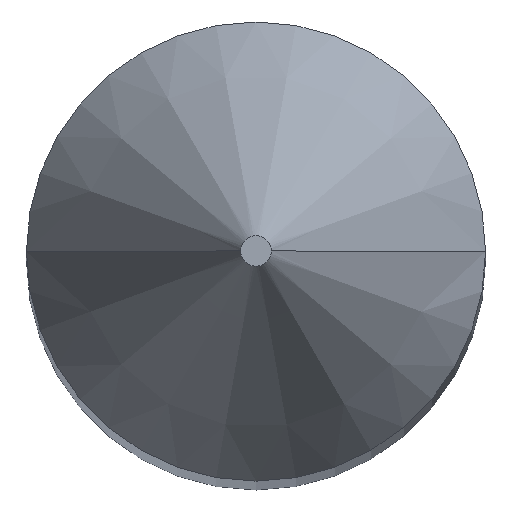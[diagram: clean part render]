
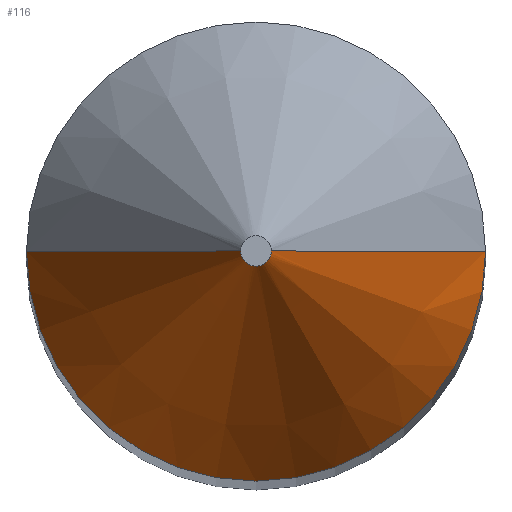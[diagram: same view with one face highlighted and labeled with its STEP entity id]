
A CAD part, top view. The second image highlights one B-rep face of the part: STEP entity #116.
In plain terms, the highlighted conical face has half-angle 30 degrees and reference radius 0.1 mm.
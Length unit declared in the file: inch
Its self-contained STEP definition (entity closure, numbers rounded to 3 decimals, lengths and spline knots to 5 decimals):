
#2 = DIRECTION ( 'NONE',  ( 0., 0., -1. ) ) ;
#5 = ORIENTED_EDGE ( 'NONE', *, *, #38, .F. ) ;
#11 = DIRECTION ( 'NONE',  ( -1., 0., 0. ) ) ;
#13 = DIRECTION ( 'NONE',  ( 0., 0., -1. ) ) ;
#22 = FACE_OUTER_BOUND ( 'NONE', #233, .T. ) ;
#26 = AXIS2_PLACEMENT_3D ( 'NONE', #36, #13, #11 ) ;
#32 = DIRECTION ( 'NONE',  ( -1., 0., 0. ) ) ;
#36 = CARTESIAN_POINT ( 'NONE',  ( 0., 0., 1.4006 ) ) ;
#38 = EDGE_CURVE ( 'NONE', #48, #54, #139, .T. ) ;
#44 = EDGE_CURVE ( 'NONE', #54, #201, #209, .T. ) ;
#47 = VECTOR ( 'NONE', #204, 39.37008 ) ;
#48 = VERTEX_POINT ( 'NONE', #237 ) ;
#49 = ORIENTED_EDGE ( 'NONE', *, *, #103, .T. ) ;
#53 = CARTESIAN_POINT ( 'NONE',  ( 0.05906, 0., 1.4006 ) ) ;
#54 = VERTEX_POINT ( 'NONE', #53 ) ;
#56 = DIRECTION ( 'NONE',  ( -0.5, 0., -0.866 ) ) ;
#57 = CARTESIAN_POINT ( 'NONE',  ( -0.00394, 0., 1.49606 ) ) ;
#62 = AXIS2_PLACEMENT_3D ( 'NONE', #158, #137, #32 ) ;
#81 = EDGE_CURVE ( 'NONE', #48, #99, #133, .T. ) ;
#97 = ORIENTED_EDGE ( 'NONE', *, *, #81, .T. ) ;
#99 = VERTEX_POINT ( 'NONE', #249 ) ;
#103 = EDGE_CURVE ( 'NONE', #99, #201, #145, .T. ) ;
#106 = CARTESIAN_POINT ( 'NONE',  ( 0.00394, 0., 1.49606 ) ) ;
#108 = AXIS2_PLACEMENT_3D ( 'NONE', #245, #2, #170 ) ;
#116 = ADVANCED_FACE ( 'NONE', ( #22 ), #215, .T. ) ;
#133 = CIRCLE ( 'NONE', #62, 0.00394 ) ;
#137 = DIRECTION ( 'NONE',  ( 0., 0., -1. ) ) ;
#139 = LINE ( 'NONE', #106, #47 ) ;
#140 = VECTOR ( 'NONE', #56, 39.37008 ) ;
#145 = LINE ( 'NONE', #57, #140 ) ;
#158 = CARTESIAN_POINT ( 'NONE',  ( 0., 0., 1.49606 ) ) ;
#166 = CARTESIAN_POINT ( 'NONE',  ( -0.05906, 0., 1.4006 ) ) ;
#170 = DIRECTION ( 'NONE',  ( 1., 0., 0. ) ) ;
#201 = VERTEX_POINT ( 'NONE', #166 ) ;
#204 = DIRECTION ( 'NONE',  ( 0.5, 0., -0.866 ) ) ;
#209 = CIRCLE ( 'NONE', #26, 0.05906 ) ;
#215 = CONICAL_SURFACE ( 'NONE', #108, 0.00394, 0.524 ) ;
#218 = ORIENTED_EDGE ( 'NONE', *, *, #44, .F. ) ;
#233 = EDGE_LOOP ( 'NONE', ( #97, #49, #218, #5 ) ) ;
#237 = CARTESIAN_POINT ( 'NONE',  ( 0.00394, 0., 1.49606 ) ) ;
#245 = CARTESIAN_POINT ( 'NONE',  ( 0., 0., 1.49606 ) ) ;
#249 = CARTESIAN_POINT ( 'NONE',  ( -0.00394, 0., 1.49606 ) ) ;
